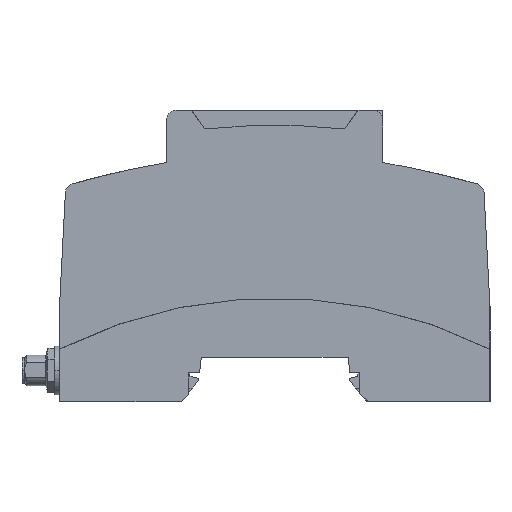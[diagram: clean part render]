
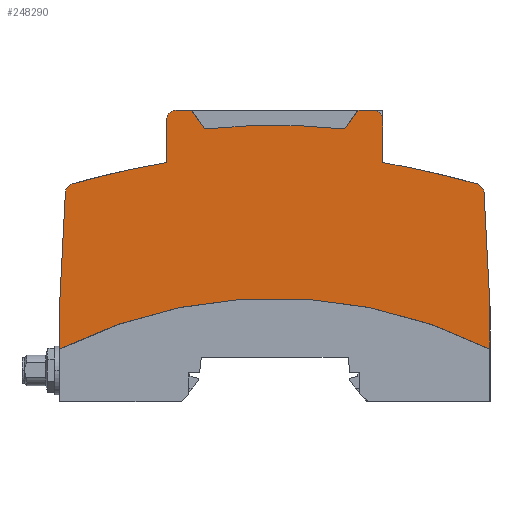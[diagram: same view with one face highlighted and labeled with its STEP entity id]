
A CAD part, left-side view. The second image highlights one B-rep face of the part: STEP entity #248290.
In plain terms, the highlighted face is planar.
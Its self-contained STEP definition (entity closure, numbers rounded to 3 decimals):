
#79210=CARTESIAN_POINT('',(41.772,6.386,
-88.596));
#79220=VERTEX_POINT('',#79210);
#79250=CARTESIAN_POINT('',(41.667,0.402,
-88.904));
#79260=DIRECTION('',(0.017,0.999,
0.051));
#79270=VECTOR('',#79260,1.);
#79280=LINE('',#79250,#79270);
#79290=CARTESIAN_POINT('',(42.158,28.489,
-87.457));
#79300=VERTEX_POINT('',#79290);
#79310=EDGE_CURVE('',#79220,#79300,#79280,.T.);
#246150=CARTESIAN_POINT('',(41.589,-4.078,
0.904));
#246160=VERTEX_POINT('',#246150);
#246190=CARTESIAN_POINT('',(40.038,-92.934,
-43.846));
#246200=DIRECTION('',(1.,-0.017,
0.));
#246210=DIRECTION('',(0.,0.,-1.));
#246220=AXIS2_PLACEMENT_3D('',#246190,#246200,#246210);
#246230=CIRCLE('',#246220,99.5);
#246240=CARTESIAN_POINT('',(41.589,-4.078,
-88.596));
#246250=VERTEX_POINT('',#246240);
#246260=EDGE_CURVE('',#246250,#246160,#246230,.T.);
#246690=CARTESIAN_POINT('',(41.667,0.402,
0.904));
#246700=DIRECTION('',(0.017,1.,
0.));
#246710=VECTOR('',#246700,1.);
#246720=LINE('',#246690,#246710);
#246730=CARTESIAN_POINT('',(41.772,6.386,
0.904));
#246740=VERTEX_POINT('',#246730);
#246750=EDGE_CURVE('',#246160,#246740,#246720,.T.);
#246960=CARTESIAN_POINT('',(41.667,0.402,
-43.846));
#246970=DIRECTION('',(1.,-0.017,
0.));
#246980=DIRECTION('',(0.,0.,-1.));
#246990=AXIS2_PLACEMENT_3D('',#246960,#246970,#246980);
#247000=PLANE('',#246990);
#247010=CARTESIAN_POINT('',(41.667,0.402,
1.212));
#247020=DIRECTION('',(-0.017,-0.999,
0.051));
#247030=VECTOR('',#247020,1.);
#247040=LINE('',#247010,#247030);
#247050=CARTESIAN_POINT('',(42.158,28.489,
-0.235));
#247060=VERTEX_POINT('',#247050);
#247070=EDGE_CURVE('',#247060,#246740,#247040,.T.);
#247080=ORIENTED_EDGE('',*,*,#247070,.T.);
#247090=CARTESIAN_POINT('',(42.156,28.386,
-2.233));
#247100=DIRECTION('',(-1.,0.017,
0.));
#247110=DIRECTION('',(0.017,1.,0.));
#247120=AXIS2_PLACEMENT_3D('',#247090,#247100,#247110);
#247130=CIRCLE('',#247120,2.);
#247140=CARTESIAN_POINT('',(42.19,30.311,
-1.691));
#247150=VERTEX_POINT('',#247140);
#247160=EDGE_CURVE('',#247060,#247150,#247130,.T.);
#247170=ORIENTED_EDGE('',*,*,#247160,.F.);
#247180=CARTESIAN_POINT('',(38.83,-162.185,
-55.857));
#247190=DIRECTION('',(-1.,0.017,
0.));
#247200=DIRECTION('',(-0.017,-1.,
0.));
#247210=AXIS2_PLACEMENT_3D('',#247180,#247190,#247200);
#247220=CIRCLE('',#247210,200.);
#247230=CARTESIAN_POINT('',(42.268,34.785,
-21.346));
#247240=VERTEX_POINT('',#247230);
#247250=EDGE_CURVE('',#247150,#247240,#247220,.T.);
#247260=ORIENTED_EDGE('',*,*,#247250,.F.);
#247270=CARTESIAN_POINT('',(41.476,-10.546,
-21.346));
#247280=DIRECTION('',(0.017,1.,
0.));
#247290=VECTOR('',#247280,1.);
#247300=LINE('',#247270,#247290);
#247310=CARTESIAN_POINT('',(42.422,43.646,
-21.346));
#247320=VERTEX_POINT('',#247310);
#247330=EDGE_CURVE('',#247240,#247320,#247300,.T.);
#247340=ORIENTED_EDGE('',*,*,#247330,.F.);
#247350=CARTESIAN_POINT('',(42.422,43.646,
-23.346));
#247360=DIRECTION('',(-1.,0.017,0.));
#247370=DIRECTION('',(-0.017,-1.,
0.));
#247380=AXIS2_PLACEMENT_3D('',#247350,#247360,#247370);
#247390=CIRCLE('',#247380,2.);
#247400=CARTESIAN_POINT('',(42.457,45.645,
-23.346));
#247410=VERTEX_POINT('',#247400);
#247420=EDGE_CURVE('',#247320,#247410,#247390,.T.);
#247430=ORIENTED_EDGE('',*,*,#247420,.F.);
#247440=CARTESIAN_POINT('',(42.457,45.645,
-49.496));
#247450=DIRECTION('',(0.,0.,1.));
#247460=VECTOR('',#247450,1.);
#247470=LINE('',#247440,#247460);
#247480=CARTESIAN_POINT('',(42.457,45.645,
-26.496));
#247490=VERTEX_POINT('',#247480);
#247500=EDGE_CURVE('',#247490,#247410,#247470,.T.);
#247510=ORIENTED_EDGE('',*,*,#247500,.T.);
#247520=CARTESIAN_POINT('',(41.476,-10.546,
-65.848));
#247530=DIRECTION('',(-0.014,-0.819,
-0.574));
#247540=VECTOR('',#247530,1.);
#247550=LINE('',#247520,#247540);
#247560=CARTESIAN_POINT('',(42.389,41.754,
-29.221));
#247570=VERTEX_POINT('',#247560);
#247580=EDGE_CURVE('',#247490,#247570,#247550,.T.);
#247590=ORIENTED_EDGE('',*,*,#247580,.F.);
#247600=CARTESIAN_POINT('',(40.038,-92.934,
-43.846));
#247610=DIRECTION('',(1.,-0.017,0.));
#247620=DIRECTION('',(0.,0.,-1.));
#247630=AXIS2_PLACEMENT_3D('',#247600,#247610,#247620);
#247640=CIRCLE('',#247630,135.5);
#247650=CARTESIAN_POINT('',(42.389,41.754,
-58.471));
#247660=VERTEX_POINT('',#247650);
#247670=EDGE_CURVE('',#247660,#247570,#247640,.T.);
#247680=ORIENTED_EDGE('',*,*,#247670,.T.);
#247690=CARTESIAN_POINT('',(41.476,-10.546,
-21.844));
#247700=DIRECTION('',(0.014,0.819,
-0.574));
#247710=VECTOR('',#247700,1.);
#247720=LINE('',#247690,#247710);
#247730=CARTESIAN_POINT('',(42.457,45.645,
-61.196));
#247740=VERTEX_POINT('',#247730);
#247750=EDGE_CURVE('',#247660,#247740,#247720,.T.);
#247760=ORIENTED_EDGE('',*,*,#247750,.F.);
#247770=CARTESIAN_POINT('',(42.457,45.645,
-49.496));
#247780=DIRECTION('',(0.,0.,1.));
#247790=VECTOR('',#247780,1.);
#247800=LINE('',#247770,#247790);
#247810=CARTESIAN_POINT('',(42.457,45.645,
-64.346));
#247820=VERTEX_POINT('',#247810);
#247830=EDGE_CURVE('',#247820,#247740,#247800,.T.);
#247840=ORIENTED_EDGE('',*,*,#247830,.T.);
#247850=CARTESIAN_POINT('',(42.422,43.646,
-64.346));
#247860=DIRECTION('',(1.,-0.017,0.));
#247870=DIRECTION('',(0.017,1.,
0.));
#247880=AXIS2_PLACEMENT_3D('',#247850,#247860,#247870);
#247890=CIRCLE('',#247880,2.);
#247900=CARTESIAN_POINT('',(42.422,43.646,
-66.346));
#247910=VERTEX_POINT('',#247900);
#247920=EDGE_CURVE('',#247910,#247820,#247890,.T.);
#247930=ORIENTED_EDGE('',*,*,#247920,.T.);
#247940=CARTESIAN_POINT('',(41.476,-10.546,
-66.346));
#247950=DIRECTION('',(-0.017,-1.,
0.));
#247960=VECTOR('',#247950,1.);
#247970=LINE('',#247940,#247960);
#247980=CARTESIAN_POINT('',(42.268,34.785,
-66.346));
#247990=VERTEX_POINT('',#247980);
#248000=EDGE_CURVE('',#247910,#247990,#247970,.T.);
#248010=ORIENTED_EDGE('',*,*,#248000,.F.);
#248020=CARTESIAN_POINT('',(38.83,-162.185,
-31.835));
#248030=DIRECTION('',(1.,-0.017,
0.));
#248040=DIRECTION('',(0.017,1.,
0.));
#248050=AXIS2_PLACEMENT_3D('',#248020,#248030,#248040);
#248060=CIRCLE('',#248050,200.);
#248070=CARTESIAN_POINT('',(42.19,30.311,
-86.001));
#248080=VERTEX_POINT('',#248070);
#248090=EDGE_CURVE('',#248080,#247990,#248060,.T.);
#248100=ORIENTED_EDGE('',*,*,#248090,.T.);
#248110=CARTESIAN_POINT('',(42.156,28.386,
-85.459));
#248120=DIRECTION('',(1.,-0.017,
0.));
#248130=DIRECTION('',(-0.017,-1.,0.));
#248140=AXIS2_PLACEMENT_3D('',#248110,#248120,#248130);
#248150=CIRCLE('',#248140,2.);
#248160=EDGE_CURVE('',#79300,#248080,#248150,.T.);
#248170=ORIENTED_EDGE('',*,*,#248160,.T.);
#248180=ORIENTED_EDGE('',*,*,#79310,.T.);
#248190=CARTESIAN_POINT('',(41.667,0.402,
-88.596));
#248200=DIRECTION('',(-0.017,-1.,
0.));
#248210=VECTOR('',#248200,1.);
#248220=LINE('',#248190,#248210);
#248230=EDGE_CURVE('',#79220,#246250,#248220,.T.);
#248240=ORIENTED_EDGE('',*,*,#248230,.F.);
#248250=ORIENTED_EDGE('',*,*,#246260,.F.);
#248260=ORIENTED_EDGE('',*,*,#246750,.F.);
#248270=EDGE_LOOP('',(#248260,#248250,#248240,#248180,#248170,#248100,
#248010,#247930,#247840,#247760,#247680,#247590,#247510,#247430,#247340,
#247260,#247170,#247080));
#248280=FACE_OUTER_BOUND('',#248270,.T.);
#248290=ADVANCED_FACE('',(#248280),#247000,.T.);
